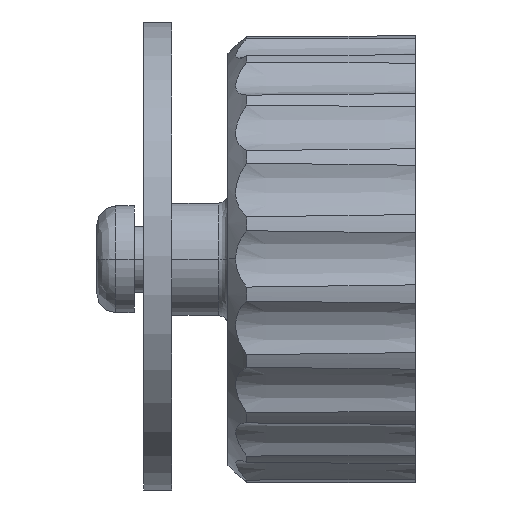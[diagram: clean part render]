
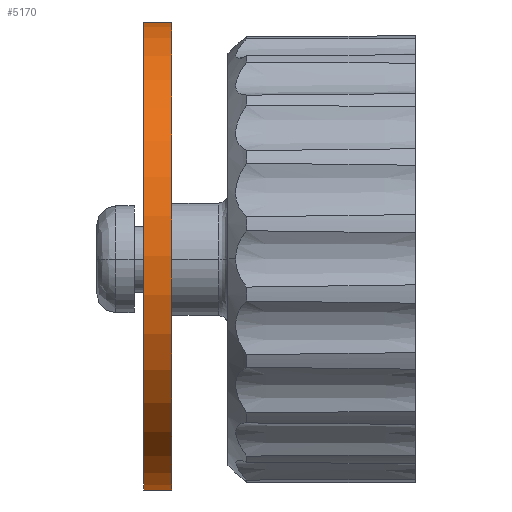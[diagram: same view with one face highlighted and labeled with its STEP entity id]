
A CAD part, top view. The second image highlights one B-rep face of the part: STEP entity #5170.
In plain terms, the highlighted cylindrical face has radius 12.5 mm (diameter 25 mm), a partial arc.
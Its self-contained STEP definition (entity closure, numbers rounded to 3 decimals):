
#722 = LINE ( 'NONE', #3496, #785 ) ;
#785 = VECTOR ( 'NONE', #3520, 1000. ) ;
#1106 = EDGE_CURVE ( 'NONE', #5973, #4515, #722, .T. ) ;
#1347 = CARTESIAN_POINT ( 'NONE',  ( -3., -5.068, 88.573 ) ) ;
#1481 = VERTEX_POINT ( 'NONE', #3621 ) ;
#1661 = EDGE_LOOP ( 'NONE', ( #2674, #6856, #5419, #7128 ) ) ;
#1879 = LINE ( 'NONE', #3511, #1887 ) ;
#1887 = VECTOR ( 'NONE', #3478, 1000. ) ;
#2674 = ORIENTED_EDGE ( 'NONE', *, *, #5156, .T. ) ;
#2715 = FACE_OUTER_BOUND ( 'NONE', #1661, .T. ) ;
#2873 = CIRCLE ( 'NONE', #4351, 12.5 ) ;
#2885 = CYLINDRICAL_SURFACE ( 'NONE', #4099, 12.5 ) ;
#3142 = CIRCLE ( 'NONE', #3747, 12.5 ) ;
#3192 = CARTESIAN_POINT ( 'NONE',  ( -4.5, 0., 100. ) ) ;
#3209 = VERTEX_POINT ( 'NONE', #3561 ) ;
#3273 = EDGE_CURVE ( 'NONE', #1481, #3209, #1879, .T. ) ;
#3338 = DIRECTION ( 'NONE',  ( -1., 0., 0. ) ) ;
#3478 = DIRECTION ( 'NONE',  ( -1., 0., 0. ) ) ;
#3496 = CARTESIAN_POINT ( 'NONE',  ( -4.5, -5.068, 88.573 ) ) ;
#3511 = CARTESIAN_POINT ( 'NONE',  ( -4.5, 5.068, 88.573 ) ) ;
#3520 = DIRECTION ( 'NONE',  ( 1., 0., 0. ) ) ;
#3561 = CARTESIAN_POINT ( 'NONE',  ( -4.5, 5.068, 88.573 ) ) ;
#3621 = CARTESIAN_POINT ( 'NONE',  ( -3., 5.068, 88.573 ) ) ;
#3747 = AXIS2_PLACEMENT_3D ( 'NONE', #5338, #5062, #5034 ) ;
#3767 = CARTESIAN_POINT ( 'NONE',  ( -4.5, -5.068, 88.573 ) ) ;
#4099 = AXIS2_PLACEMENT_3D ( 'NONE', #3192, #7347, #6049 ) ;
#4351 = AXIS2_PLACEMENT_3D ( 'NONE', #7335, #3338, #7170 ) ;
#4515 = VERTEX_POINT ( 'NONE', #1347 ) ;
#5034 = DIRECTION ( 'NONE',  ( 0., 0., -1. ) ) ;
#5062 = DIRECTION ( 'NONE',  ( -1., 0., 0. ) ) ;
#5156 = EDGE_CURVE ( 'NONE', #4515, #1481, #2873, .T. ) ;
#5170 = ADVANCED_FACE ( 'NONE', ( #2715 ), #2885, .T. ) ;
#5338 = CARTESIAN_POINT ( 'NONE',  ( -4.5, 0., 100. ) ) ;
#5419 = ORIENTED_EDGE ( 'NONE', *, *, #5838, .F. ) ;
#5838 = EDGE_CURVE ( 'NONE', #5973, #3209, #3142, .T. ) ;
#5973 = VERTEX_POINT ( 'NONE', #3767 ) ;
#6049 = DIRECTION ( 'NONE',  ( 0., 0., -1. ) ) ;
#6856 = ORIENTED_EDGE ( 'NONE', *, *, #3273, .T. ) ;
#7128 = ORIENTED_EDGE ( 'NONE', *, *, #1106, .T. ) ;
#7170 = DIRECTION ( 'NONE',  ( 0., 0., -1. ) ) ;
#7335 = CARTESIAN_POINT ( 'NONE',  ( -3., 0., 100. ) ) ;
#7347 = DIRECTION ( 'NONE',  ( 1., 0., 0. ) ) ;
